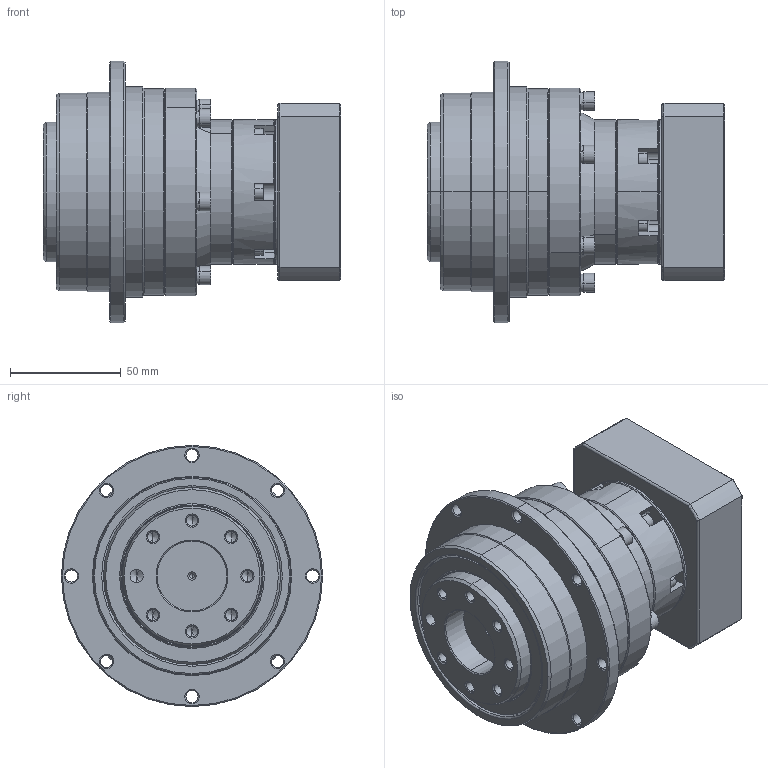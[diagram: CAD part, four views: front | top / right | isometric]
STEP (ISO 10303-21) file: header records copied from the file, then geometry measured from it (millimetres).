
FILE_DESCRIPTION (( 'STEP AP203' ), '1' );
FILE_NAME ('PGF90-L2-19-70-90-M6.STEP', '2024-05-28T06:06:58', ( '' ), ( '' ), 'SwSTEP 2.0', 'SolidWorks 2018', '' );
FILE_SCHEMA (( 'CONFIG_CONTROL_DESIGN' ));
Length unit declared in the file: millimetre
Products named in the file (1): PGF90-L2-19-70-90-M6
Bounding box: 134.5 x 118 x 118 mm (x, y, z)
Volume: 690027.1 mm3; surface area: 139979.1 mm2
Topology: 34 solids, 34 shells, 748 faces, 1718 edges, 1062 vertices
Faces by surface type: plane 301, cylinder 230, cone 157, torus 60
Entity records: 21354 total; most frequent: CARTESIAN_POINT 4025, DIRECTION 3837, ORIENTED_EDGE 3384, EDGE_CURVE 1692, AXIS2_PLACEMENT_3D 1470, VERTEX_POINT 1062, VECTOR 897, LINE 897
